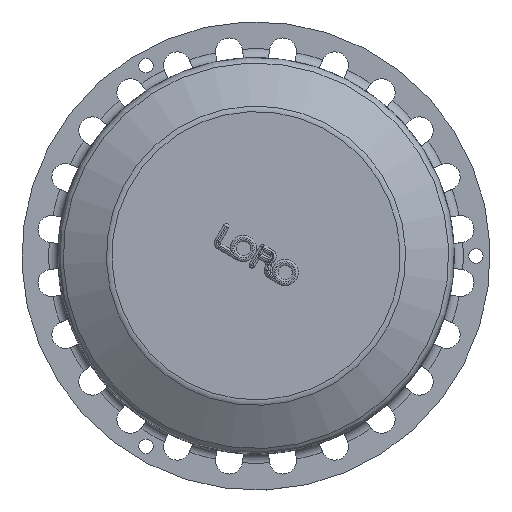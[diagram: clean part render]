
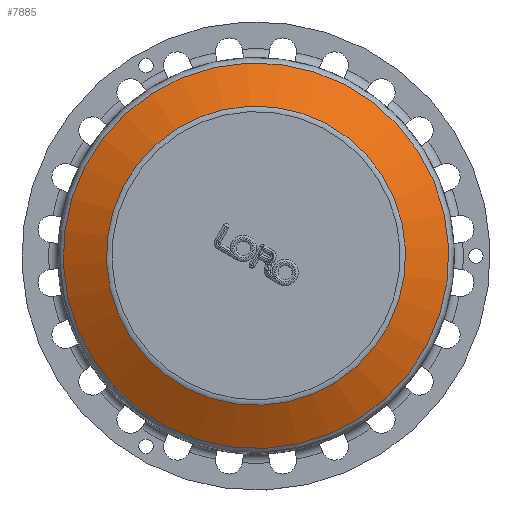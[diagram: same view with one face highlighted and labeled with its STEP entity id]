
A CAD part, top view. The second image highlights one B-rep face of the part: STEP entity #7885.
In plain terms, the highlighted conical face has half-angle 59.744 degrees and reference radius 950.348 mm.
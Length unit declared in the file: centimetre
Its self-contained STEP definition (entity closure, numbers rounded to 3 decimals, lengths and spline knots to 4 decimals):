
#647=CONICAL_SURFACE('',#8383,95.0348,1.043);
#765=LINE('',#11672,#1214);
#1214=VECTOR('',#9370,95.0348);
#1641=FACE_OUTER_BOUND('',#2100,.T.);
#2100=EDGE_LOOP('',(#5191,#5192,#5193,#5194,#5195,#5196));
#2598=CIRCLE('',#8380,107.0232);
#2599=CIRCLE('',#8381,107.0232);
#2601=CIRCLE('',#8384,83.0464);
#2602=CIRCLE('',#8385,83.0464);
#3079=VERTEX_POINT('',#11664);
#3080=VERTEX_POINT('',#11666);
#3081=VERTEX_POINT('',#11671);
#3082=VERTEX_POINT('',#11673);
#3887=EDGE_CURVE('',#3079,#3080,#2598,.T.);
#3888=EDGE_CURVE('',#3080,#3079,#2599,.T.);
#3890=EDGE_CURVE('',#3080,#3081,#765,.T.);
#3891=EDGE_CURVE('',#3081,#3082,#2601,.T.);
#3892=EDGE_CURVE('',#3082,#3081,#2602,.T.);
#5191=ORIENTED_EDGE('',*,*,#3887,.F.);
#5192=ORIENTED_EDGE('',*,*,#3888,.F.);
#5193=ORIENTED_EDGE('',*,*,#3890,.T.);
#5194=ORIENTED_EDGE('',*,*,#3891,.T.);
#5195=ORIENTED_EDGE('',*,*,#3892,.T.);
#5196=ORIENTED_EDGE('',*,*,#3890,.F.);
#7885=ADVANCED_FACE('',(#1641),#647,.T.);
#8380=AXIS2_PLACEMENT_3D('',#11667,#9362,#9363);
#8381=AXIS2_PLACEMENT_3D('',#11668,#9364,#9365);
#8383=AXIS2_PLACEMENT_3D('',#11670,#9368,#9369);
#8384=AXIS2_PLACEMENT_3D('',#11674,#9371,#9372);
#8385=AXIS2_PLACEMENT_3D('',#11675,#9373,#9374);
#9362=DIRECTION('center_axis',(0.,0.,
-1.));
#9363=DIRECTION('ref_axis',(0.793,-0.609,0.));
#9364=DIRECTION('center_axis',(0.,0.,
-1.));
#9365=DIRECTION('ref_axis',(0.793,-0.609,0.));
#9368=DIRECTION('center_axis',(0.,0.,
-1.));
#9369=DIRECTION('ref_axis',(-0.793,0.609,0.));
#9370=DIRECTION('',(-0.685,0.526,0.504));
#9371=DIRECTION('center_axis',(0.,0.,
-1.));
#9372=DIRECTION('ref_axis',(0.793,-0.609,0.));
#9373=DIRECTION('center_axis',(0.,0.,
-1.));
#9374=DIRECTION('ref_axis',(0.793,-0.609,0.));
#11664=CARTESIAN_POINT('',(872.2017,287.1404,30.1826));
#11666=CARTESIAN_POINT('',(1022.2605,306.896,30.1826));
#11667=CARTESIAN_POINT('Origin',(937.3533,372.0476,30.1826));
#11668=CARTESIAN_POINT('Origin',(937.3533,372.0476,30.1826));
#11670=CARTESIAN_POINT('Origin',(937.3533,372.0476,37.1759));
#11671=CARTESIAN_POINT('',(1003.2384,321.4922,44.1691));
#11672=CARTESIAN_POINT('',(1012.7495,314.1941,37.1759));
#11673=CARTESIAN_POINT('',(886.7979,306.1625,44.1691));
#11674=CARTESIAN_POINT('Origin',(937.3533,372.0476,44.1691));
#11675=CARTESIAN_POINT('Origin',(937.3533,372.0476,44.1691));
